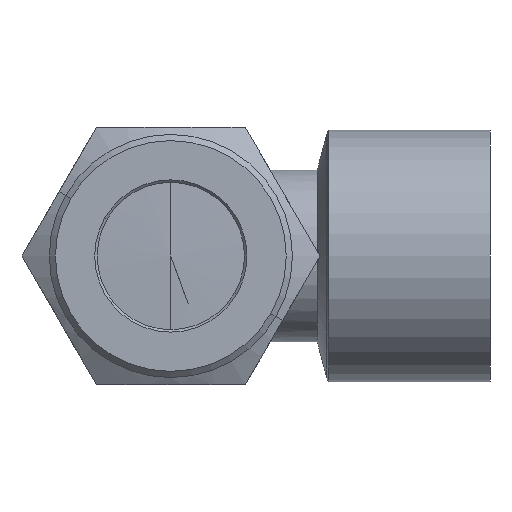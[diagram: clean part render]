
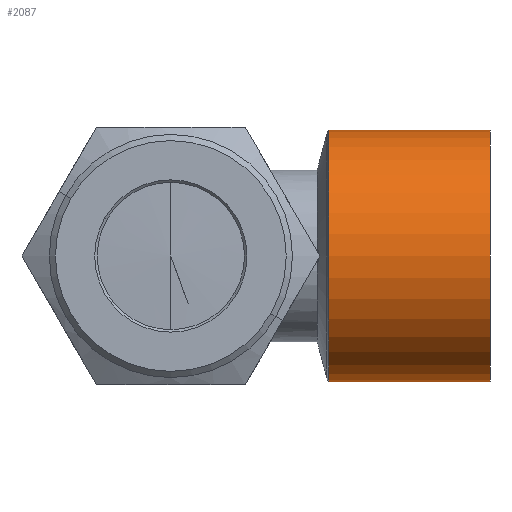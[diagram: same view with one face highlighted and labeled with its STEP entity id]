
A CAD part, left-side view. The second image highlights one B-rep face of the part: STEP entity #2087.
In plain terms, the highlighted cylindrical face has radius 10.25 mm (diameter 20.5 mm), a partial arc.
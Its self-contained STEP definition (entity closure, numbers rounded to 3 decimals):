
#168 = EDGE_CURVE ( 'NONE', #558, #561, #2732, .T. ) ;
#182 = EDGE_CURVE ( 'NONE', #554, #555, #2754, .T. ) ;
#316 = AXIS2_PLACEMENT_3D ( 'NONE', #2773, #2774, #2775 ) ;
#325 = AXIS2_PLACEMENT_3D ( 'NONE', #726, #727, #728 ) ;
#468 = EDGE_CURVE ( 'NONE', #561, #554, #1649, .T. ) ;
#470 = EDGE_CURVE ( 'NONE', #558, #555, #1647, .T. ) ;
#554 = VERTEX_POINT ( 'NONE', #3032 ) ;
#555 = VERTEX_POINT ( 'NONE', #3033 ) ;
#558 = VERTEX_POINT ( 'NONE', #3036 ) ;
#561 = VERTEX_POINT ( 'NONE', #3039 ) ;
#726 = CARTESIAN_POINT ( 'NONE',  ( 0., 14.148, 0. ) ) ;
#727 = DIRECTION ( 'NONE',  ( 0., -1., 0. ) ) ;
#728 = DIRECTION ( 'NONE',  ( 0., 0., -1. ) ) ;
#1089 = EDGE_LOOP ( 'NONE', ( #2500, #2501, #2502, #2503 ) ) ;
#1423 = AXIS2_PLACEMENT_3D ( 'NONE', #1821, #1817, #1818 ) ;
#1647 = LINE ( 'NONE', #3176, #1654 ) ;
#1649 = LINE ( 'NONE', #3165, #1651 ) ;
#1651 = VECTOR ( 'NONE', #3166, 1000. ) ;
#1654 = VECTOR ( 'NONE', #3170, 1000. ) ;
#1817 = DIRECTION ( 'NONE',  ( 0., 1., 0. ) ) ;
#1818 = DIRECTION ( 'NONE',  ( 0., 0., 1. ) ) ;
#1821 = CARTESIAN_POINT ( 'NONE',  ( 0., 7.73, 0. ) ) ;
#2087 = ADVANCED_FACE ( 'NONE', ( #2469 ), #2478, .T. ) ;
#2469 = FACE_OUTER_BOUND ( 'NONE', #1089, .T. ) ;
#2478 = CYLINDRICAL_SURFACE ( 'NONE', #1423, 10.25 ) ;
#2500 = ORIENTED_EDGE ( 'NONE', *, *, #470, .F. ) ;
#2501 = ORIENTED_EDGE ( 'NONE', *, *, #168, .T. ) ;
#2502 = ORIENTED_EDGE ( 'NONE', *, *, #468, .T. ) ;
#2503 = ORIENTED_EDGE ( 'NONE', *, *, #182, .T. ) ;
#2732 = CIRCLE ( 'NONE', #316, 10.25 ) ;
#2754 = CIRCLE ( 'NONE', #325, 10.25 ) ;
#2773 = CARTESIAN_POINT ( 'NONE',  ( 0., 1., 0. ) ) ;
#2774 = DIRECTION ( 'NONE',  ( 0., 1., 0. ) ) ;
#2775 = DIRECTION ( 'NONE',  ( 0., 0., 1. ) ) ;
#3032 = CARTESIAN_POINT ( 'NONE',  ( 0., 14.148, 10.25 ) ) ;
#3033 = CARTESIAN_POINT ( 'NONE',  ( 0., 14.148, -10.25 ) ) ;
#3036 = CARTESIAN_POINT ( 'NONE',  ( 0., 1., -10.25 ) ) ;
#3039 = CARTESIAN_POINT ( 'NONE',  ( 0., 1., 10.25 ) ) ;
#3165 = CARTESIAN_POINT ( 'NONE',  ( 0., 7.73, 10.25 ) ) ;
#3166 = DIRECTION ( 'NONE',  ( 0., 1., 0. ) ) ;
#3170 = DIRECTION ( 'NONE',  ( 0., 1., 0. ) ) ;
#3176 = CARTESIAN_POINT ( 'NONE',  ( 0., 7.73, -10.25 ) ) ;
